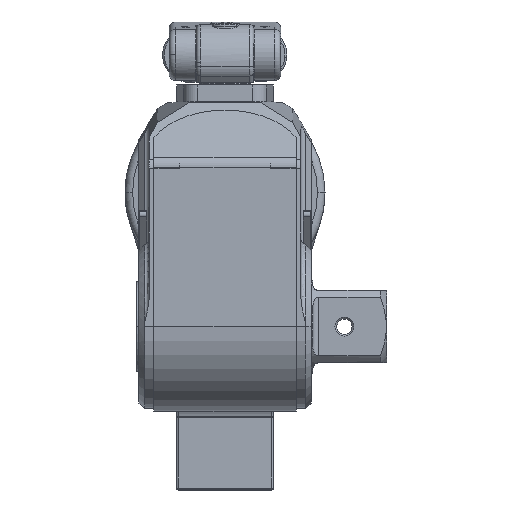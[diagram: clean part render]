
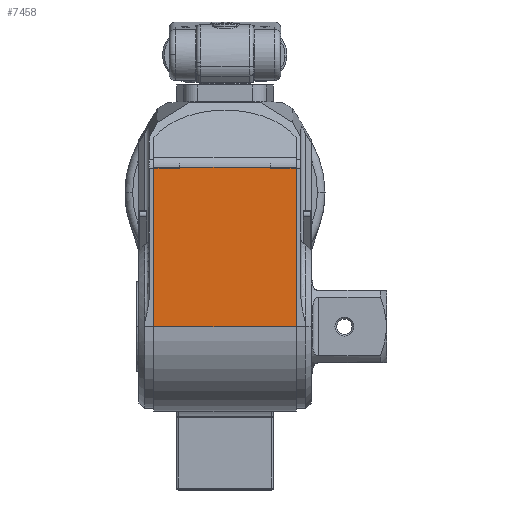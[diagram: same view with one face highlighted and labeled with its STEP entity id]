
A CAD part, top view. The second image highlights one B-rep face of the part: STEP entity #7458.
In plain terms, the highlighted planar face has unit normal (0, 0, 1).
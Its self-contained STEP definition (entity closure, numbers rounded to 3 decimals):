
#355 = VECTOR ( 'NONE', #36547, 1000. ) ;
#868 = LINE ( 'NONE', #8710, #32795 ) ;
#2067 = CARTESIAN_POINT ( 'NONE',  ( 37.465, 0., 44.399 ) ) ;
#2332 = VERTEX_POINT ( 'NONE', #23792 ) ;
#3784 = CARTESIAN_POINT ( 'NONE',  ( 37.465, 0., 44.399 ) ) ;
#4583 = LINE ( 'NONE', #25348, #28826 ) ;
#5270 = EDGE_CURVE ( 'NONE', #12560, #23243, #18325, .T. ) ;
#5410 = ORIENTED_EDGE ( 'NONE', *, *, #10725, .T. ) ;
#7458 = ADVANCED_FACE ( 'NONE', ( #12958 ), #11675, .F. ) ;
#8542 = LINE ( 'NONE', #30634, #355 ) ;
#8681 = CARTESIAN_POINT ( 'NONE',  ( -37.465, 0., 44.399 ) ) ;
#8710 = CARTESIAN_POINT ( 'NONE',  ( -37.465, 0., 44.399 ) ) ;
#10545 = ORIENTED_EDGE ( 'NONE', *, *, #5270, .T. ) ;
#10725 = EDGE_CURVE ( 'NONE', #27569, #12560, #868, .T. ) ;
#11675 = PLANE ( 'NONE',  #22074 ) ;
#12560 = VERTEX_POINT ( 'NONE', #2067 ) ;
#12598 = EDGE_CURVE ( 'NONE', #27569, #2332, #8542, .T. ) ;
#12958 = FACE_OUTER_BOUND ( 'NONE', #21297, .T. ) ;
#14943 = VECTOR ( 'NONE', #18993, 1000. ) ;
#14974 = DIRECTION ( 'NONE',  ( 0., 0., -1. ) ) ;
#15086 = ORIENTED_EDGE ( 'NONE', *, *, #26928, .F. ) ;
#17676 = DIRECTION ( 'NONE',  ( 0., -1., 0. ) ) ;
#18325 = LINE ( 'NONE', #3784, #14943 ) ;
#18993 = DIRECTION ( 'NONE',  ( 0., 1., 0. ) ) ;
#21297 = EDGE_LOOP ( 'NONE', ( #10545, #15086, #36797, #5410 ) ) ;
#21336 = CARTESIAN_POINT ( 'NONE',  ( 37.465, 83.82, 44.399 ) ) ;
#22074 = AXIS2_PLACEMENT_3D ( 'NONE', #8681, #14974, #17676 ) ;
#23243 = VERTEX_POINT ( 'NONE', #21336 ) ;
#23792 = CARTESIAN_POINT ( 'NONE',  ( -37.465, 83.82, 44.399 ) ) ;
#25348 = CARTESIAN_POINT ( 'NONE',  ( -37.465, 83.82, 44.399 ) ) ;
#26928 = EDGE_CURVE ( 'NONE', #2332, #23243, #4583, .T. ) ;
#27569 = VERTEX_POINT ( 'NONE', #33046 ) ;
#28331 = DIRECTION ( 'NONE',  ( 1., 0., 0. ) ) ;
#28826 = VECTOR ( 'NONE', #28331, 1000. ) ;
#30634 = CARTESIAN_POINT ( 'NONE',  ( -37.465, 0., 44.399 ) ) ;
#32795 = VECTOR ( 'NONE', #33178, 1000. ) ;
#33046 = CARTESIAN_POINT ( 'NONE',  ( -37.465, 0., 44.399 ) ) ;
#33178 = DIRECTION ( 'NONE',  ( 1., 0., 0. ) ) ;
#36547 = DIRECTION ( 'NONE',  ( 0., 1., 0. ) ) ;
#36797 = ORIENTED_EDGE ( 'NONE', *, *, #12598, .F. ) ;
